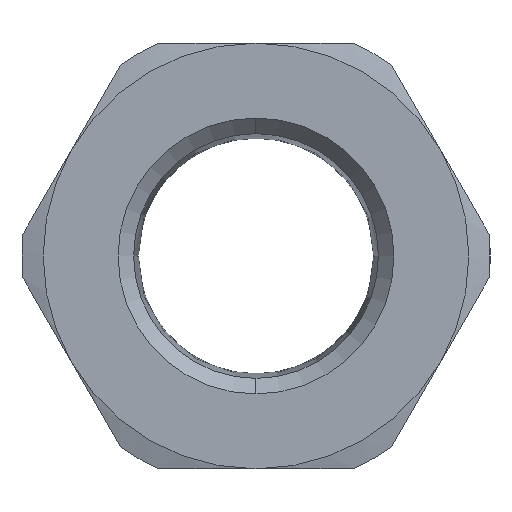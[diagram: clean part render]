
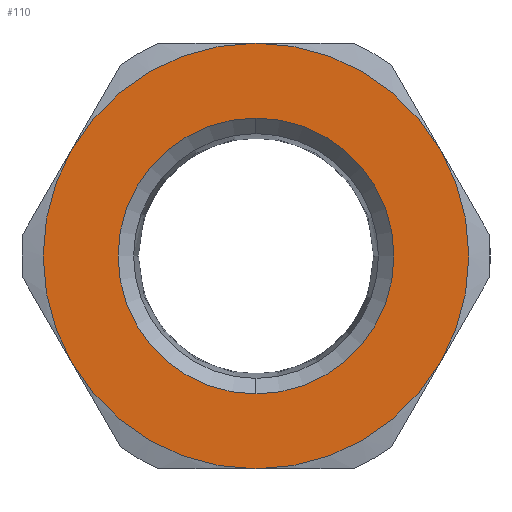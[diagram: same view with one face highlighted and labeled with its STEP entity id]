
A CAD part, left-side view. The second image highlights one B-rep face of the part: STEP entity #110.
In plain terms, the highlighted planar face has unit normal (-1, 0, 0).
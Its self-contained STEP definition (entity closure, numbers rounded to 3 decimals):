
#16 = DIRECTION ( 'NONE',  ( 1., 0., 0. ) ) ;
#19 = CIRCLE ( 'NONE', #262, 13.286 ) ;
#102 = CARTESIAN_POINT ( 'NONE',  ( 0., 0., -13.286 ) ) ;
#104 = CARTESIAN_POINT ( 'NONE',  ( 0., 0., 13.286 ) ) ;
#110 = ADVANCED_FACE ( 'NONE', ( #504, #1078 ), #887, .F. ) ;
#133 = DIRECTION ( 'NONE',  ( 1., 0., 0. ) ) ;
#136 = ORIENTED_EDGE ( 'NONE', *, *, #196, .T. ) ;
#196 = EDGE_CURVE ( 'NONE', #1537, #1169, #1137, .T. ) ;
#262 = AXIS2_PLACEMENT_3D ( 'NONE', #494, #865, #612 ) ;
#271 = DIRECTION ( 'NONE',  ( 0., 0., -1. ) ) ;
#276 = AXIS2_PLACEMENT_3D ( 'NONE', #1173, #648, #666 ) ;
#282 = ORIENTED_EDGE ( 'NONE', *, *, #1578, .T. ) ;
#320 = VERTEX_POINT ( 'NONE', #1454 ) ;
#331 = VERTEX_POINT ( 'NONE', #1203 ) ;
#376 = ORIENTED_EDGE ( 'NONE', *, *, #645, .F. ) ;
#395 = DIRECTION ( 'NONE',  ( 0., 0., -1. ) ) ;
#408 = CARTESIAN_POINT ( 'NONE',  ( 0., 0., -20.5 ) ) ;
#414 = EDGE_CURVE ( 'NONE', #975, #320, #829, .T. ) ;
#415 = CARTESIAN_POINT ( 'NONE',  ( 0., 0., 0. ) ) ;
#432 = CIRCLE ( 'NONE', #1041, 20.5 ) ;
#452 = AXIS2_PLACEMENT_3D ( 'NONE', #577, #1593, #1608 ) ;
#494 = CARTESIAN_POINT ( 'NONE',  ( 0., 0., 0. ) ) ;
#504 = FACE_BOUND ( 'NONE', #1050, .T. ) ;
#508 = CARTESIAN_POINT ( 'NONE',  ( 0., 0., 20.5 ) ) ;
#577 = CARTESIAN_POINT ( 'NONE',  ( 0., 0., 0. ) ) ;
#586 = ORIENTED_EDGE ( 'NONE', *, *, #1330, .T. ) ;
#612 = DIRECTION ( 'NONE',  ( 0., 0., -1. ) ) ;
#619 = EDGE_CURVE ( 'NONE', #1537, #1139, #1475, .T. ) ;
#638 = CIRCLE ( 'NONE', #1599, 20.5 ) ;
#645 = EDGE_CURVE ( 'NONE', #320, #1169, #638, .T. ) ;
#648 = DIRECTION ( 'NONE',  ( 1., 0., 0. ) ) ;
#666 = DIRECTION ( 'NONE',  ( 0., 0., -1. ) ) ;
#688 = ORIENTED_EDGE ( 'NONE', *, *, #881, .F. ) ;
#697 = EDGE_LOOP ( 'NONE', ( #1555, #688, #1270, #1508, #136, #376 ) ) ;
#702 = CARTESIAN_POINT ( 'NONE',  ( 0., 0., 0. ) ) ;
#707 = DIRECTION ( 'NONE',  ( 0., 0., -1. ) ) ;
#745 = AXIS2_PLACEMENT_3D ( 'NONE', #879, #133, #1014 ) ;
#805 = CARTESIAN_POINT ( 'NONE',  ( 0., 17.754, 10.25 ) ) ;
#829 = CIRCLE ( 'NONE', #1285, 20.5 ) ;
#857 = AXIS2_PLACEMENT_3D ( 'NONE', #1530, #16, #271 ) ;
#865 = DIRECTION ( 'NONE',  ( 1., 0., 0. ) ) ;
#879 = CARTESIAN_POINT ( 'NONE',  ( 0., 0., 0. ) ) ;
#881 = EDGE_CURVE ( 'NONE', #331, #975, #1631, .T. ) ;
#887 = PLANE ( 'NONE',  #745 ) ;
#916 = CARTESIAN_POINT ( 'NONE',  ( 0., -17.754, 10.25 ) ) ;
#926 = VERTEX_POINT ( 'NONE', #104 ) ;
#975 = VERTEX_POINT ( 'NONE', #408 ) ;
#1014 = DIRECTION ( 'NONE',  ( 0., 0., -1. ) ) ;
#1041 = AXIS2_PLACEMENT_3D ( 'NONE', #1320, #1431, #1301 ) ;
#1050 = EDGE_LOOP ( 'NONE', ( #586, #282 ) ) ;
#1078 = FACE_OUTER_BOUND ( 'NONE', #697, .T. ) ;
#1089 = EDGE_CURVE ( 'NONE', #1139, #331, #432, .T. ) ;
#1137 = CIRCLE ( 'NONE', #1510, 20.5 ) ;
#1139 = VERTEX_POINT ( 'NONE', #916 ) ;
#1169 = VERTEX_POINT ( 'NONE', #805 ) ;
#1173 = CARTESIAN_POINT ( 'NONE',  ( 0., 0., 0. ) ) ;
#1203 = CARTESIAN_POINT ( 'NONE',  ( 0., -17.754, -10.25 ) ) ;
#1269 = DIRECTION ( 'NONE',  ( 1., 0., 0. ) ) ;
#1270 = ORIENTED_EDGE ( 'NONE', *, *, #1089, .F. ) ;
#1285 = AXIS2_PLACEMENT_3D ( 'NONE', #702, #1468, #707 ) ;
#1294 = DIRECTION ( 'NONE',  ( 0., 0., 1. ) ) ;
#1296 = CIRCLE ( 'NONE', #276, 13.286 ) ;
#1301 = DIRECTION ( 'NONE',  ( 0., 0., -1. ) ) ;
#1303 = DIRECTION ( 'NONE',  ( -1., 0., 0. ) ) ;
#1320 = CARTESIAN_POINT ( 'NONE',  ( 0., 0., 0. ) ) ;
#1330 = EDGE_CURVE ( 'NONE', #926, #1366, #19, .T. ) ;
#1366 = VERTEX_POINT ( 'NONE', #102 ) ;
#1431 = DIRECTION ( 'NONE',  ( 1., 0., 0. ) ) ;
#1454 = CARTESIAN_POINT ( 'NONE',  ( 0., 17.754, -10.25 ) ) ;
#1468 = DIRECTION ( 'NONE',  ( 1., 0., 0. ) ) ;
#1475 = CIRCLE ( 'NONE', #857, 20.5 ) ;
#1508 = ORIENTED_EDGE ( 'NONE', *, *, #619, .F. ) ;
#1510 = AXIS2_PLACEMENT_3D ( 'NONE', #415, #1303, #1294 ) ;
#1530 = CARTESIAN_POINT ( 'NONE',  ( 0., 0., 0. ) ) ;
#1537 = VERTEX_POINT ( 'NONE', #508 ) ;
#1549 = CARTESIAN_POINT ( 'NONE',  ( 0., 0., 0. ) ) ;
#1555 = ORIENTED_EDGE ( 'NONE', *, *, #414, .F. ) ;
#1578 = EDGE_CURVE ( 'NONE', #1366, #926, #1296, .T. ) ;
#1593 = DIRECTION ( 'NONE',  ( 1., 0., 0. ) ) ;
#1599 = AXIS2_PLACEMENT_3D ( 'NONE', #1549, #1269, #395 ) ;
#1608 = DIRECTION ( 'NONE',  ( 0., 0., -1. ) ) ;
#1631 = CIRCLE ( 'NONE', #452, 20.5 ) ;
